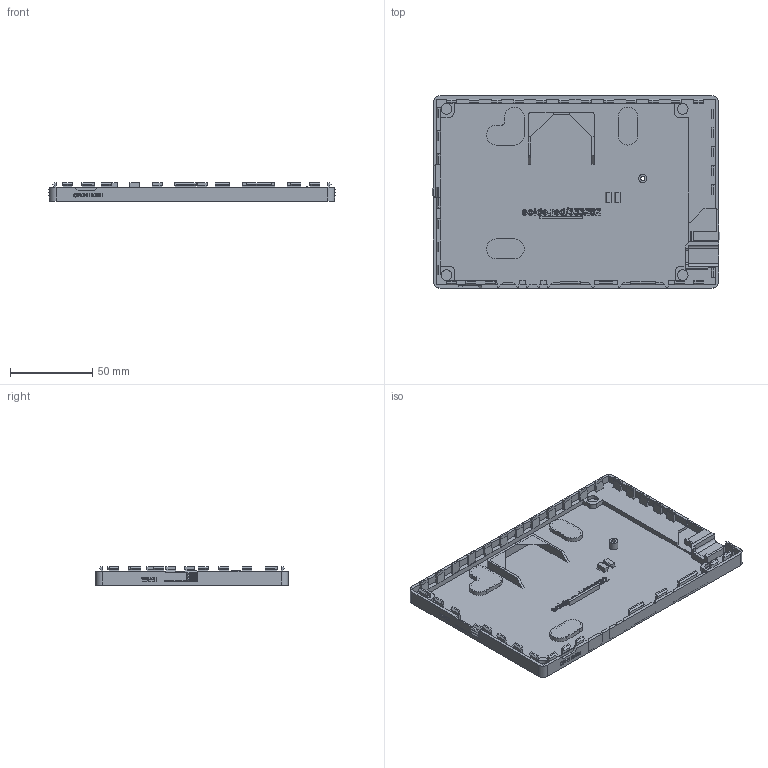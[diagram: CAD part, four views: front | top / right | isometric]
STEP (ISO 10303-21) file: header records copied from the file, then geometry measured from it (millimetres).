
FILE_DESCRIPTION(/* description */ (''),/* implementation_level */ '2;1');
FILE_NAME(/* name */ 'Inkplate 6plus bottom (FLICK) v1.1.0_.step',/* time_stamp */ '2024-04-30T20:47:49+02:00',/* author */ (''),/* organization */ (''),/* preprocessor_version */ 'ST-DEVELOPER v20',/* originating_system */ 'Autodesk Translation Framework v12.20.1.177',/* authorisation */ '');
FILE_SCHEMA (('AUTOMOTIVE_DESIGN { 1 0 10303 214 3 1 1 }'));
Length unit declared in the file: millimetre
Products named in the file (1): Inkplate 6plus bottom (FLICK) v1.0.0.
Bounding box: 174.88 x 116.8 x 11.3 mm (x, y, z)
Volume: 40219.8 mm3; surface area: 58344.2 mm2
Topology: 1 solids, 1 shells, 1398 faces, 3892 edges, 2575 vertices
Faces by surface type: plane 891, bspline 468, cylinder 39
Full cylindrical faces by diameter (mm): 2.5 x1, 5 x1, 6.5 x4
Entity records: 47498 total; most frequent: CARTESIAN_POINT 15218, ORIENTED_EDGE 7784, DIRECTION 4896, EDGE_CURVE 3892, LINE 2878, VECTOR 2878, VERTEX_POINT 2575, EDGE_LOOP 1487
